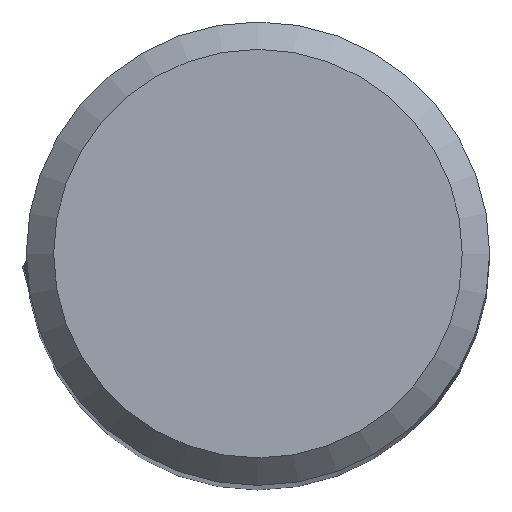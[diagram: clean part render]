
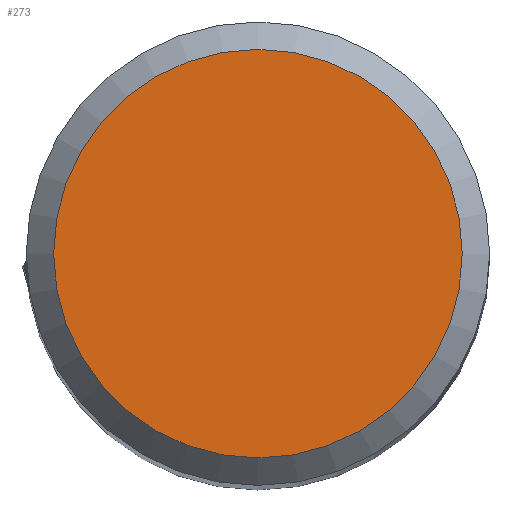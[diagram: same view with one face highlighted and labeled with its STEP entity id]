
A CAD part, top view. The second image highlights one B-rep face of the part: STEP entity #273.
In plain terms, the highlighted planar face has unit normal (0, 0, 1).
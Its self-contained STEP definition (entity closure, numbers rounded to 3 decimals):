
#223=CIRCLE('',#1914,11.185);
#273=ADVANCED_FACE('TB_BL_N5_SU8',(#407),#366,.F.);
#366=PLANE('',#1916);
#407=FACE_OUTER_BOUND('',#513,.T.);
#513=EDGE_LOOP('',(#778));
#778=ORIENTED_EDGE('',*,*,#1418,.T.);
#1238=VERTEX_POINT('',#2788);
#1418=EDGE_CURVE('',#1238,#1238,#223,.T.);
#1914=AXIS2_PLACEMENT_3D('',#2787,#2153,#2154);
#1916=AXIS2_PLACEMENT_3D('',#2790,#2157,#2158);
#2153=DIRECTION('',(0.,0.,1.));
#2154=DIRECTION('',(1.,0.,0.));
#2157=DIRECTION('',(0.,0.,-1.));
#2158=DIRECTION('',(-1.,0.,0.));
#2787=CARTESIAN_POINT('',(0.,0.,0.));
#2788=CARTESIAN_POINT('',(11.185,0.,0.));
#2790=CARTESIAN_POINT('',(11.185,0.,0.));
